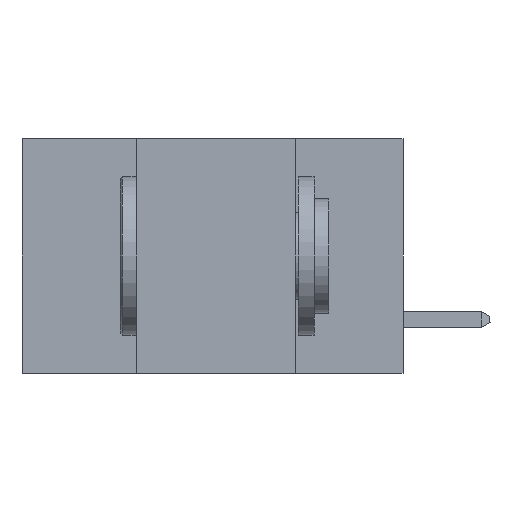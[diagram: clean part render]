
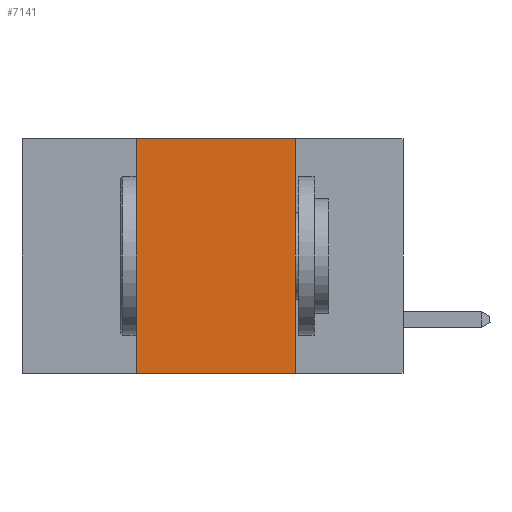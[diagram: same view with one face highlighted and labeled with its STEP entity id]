
A CAD part, left-side view. The second image highlights one B-rep face of the part: STEP entity #7141.
In plain terms, the highlighted planar face has unit normal (-1, 0, 0).
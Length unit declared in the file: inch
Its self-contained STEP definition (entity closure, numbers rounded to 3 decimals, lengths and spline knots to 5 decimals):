
#70 = CARTESIAN_POINT ( 'NONE',  ( 0., 0.42, -0.37 ) ) ;
#227 = EDGE_LOOP ( 'NONE', ( #35704, #21404, #29392, #16173 ) ) ;
#688 = CARTESIAN_POINT ( 'NONE',  ( 0., 0.6, 0. ) ) ;
#2651 = CARTESIAN_POINT ( 'NONE',  ( 0., 0.17, 0. ) ) ;
#5771 = CARTESIAN_POINT ( 'NONE',  ( 0., 0.42, 0. ) ) ;
#6130 = EDGE_CURVE ( 'NONE', #26474, #24442, #17747, .T. ) ;
#7141 = ADVANCED_FACE ( 'NONE', ( #25954 ), #17229, .F. ) ;
#8591 = VECTOR ( 'NONE', #12935, 39.37008 ) ;
#10336 = CARTESIAN_POINT ( 'NONE',  ( 0., 0.17, -0.37 ) ) ;
#11474 = LINE ( 'NONE', #35122, #21030 ) ;
#12935 = DIRECTION ( 'NONE',  ( 0., 0., -1. ) ) ;
#15803 = VECTOR ( 'NONE', #21973, 39.37008 ) ;
#16173 = ORIENTED_EDGE ( 'NONE', *, *, #33159, .T. ) ;
#16491 = CARTESIAN_POINT ( 'NONE',  ( 0., 0.42, 0. ) ) ;
#16866 = LINE ( 'NONE', #30979, #20351 ) ;
#17229 = PLANE ( 'NONE',  #27034 ) ;
#17747 = LINE ( 'NONE', #24613, #8591 ) ;
#18638 = DIRECTION ( 'NONE',  ( 0., -1., 0. ) ) ;
#19897 = EDGE_CURVE ( 'NONE', #33020, #32394, #26695, .T. ) ;
#20351 = VECTOR ( 'NONE', #27696, 39.37008 ) ;
#21030 = VECTOR ( 'NONE', #18638, 39.37008 ) ;
#21404 = ORIENTED_EDGE ( 'NONE', *, *, #29842, .F. ) ;
#21973 = DIRECTION ( 'NONE',  ( 0., 0., 1. ) ) ;
#24442 = VERTEX_POINT ( 'NONE', #10336 ) ;
#24613 = CARTESIAN_POINT ( 'NONE',  ( 0., 0.17, 0. ) ) ;
#25954 = FACE_OUTER_BOUND ( 'NONE', #227, .T. ) ;
#26474 = VERTEX_POINT ( 'NONE', #2651 ) ;
#26695 = LINE ( 'NONE', #16491, #15803 ) ;
#27034 = AXIS2_PLACEMENT_3D ( 'NONE', #688, #31258, #28321 ) ;
#27696 = DIRECTION ( 'NONE',  ( 0., -1., 0. ) ) ;
#28321 = DIRECTION ( 'NONE',  ( 0., 0., -1. ) ) ;
#29392 = ORIENTED_EDGE ( 'NONE', *, *, #19897, .F. ) ;
#29842 = EDGE_CURVE ( 'NONE', #32394, #26474, #11474, .T. ) ;
#30979 = CARTESIAN_POINT ( 'NONE',  ( 0., 0.6, -0.37 ) ) ;
#31258 = DIRECTION ( 'NONE',  ( 1., 0., 0. ) ) ;
#32394 = VERTEX_POINT ( 'NONE', #5771 ) ;
#33020 = VERTEX_POINT ( 'NONE', #70 ) ;
#33159 = EDGE_CURVE ( 'NONE', #33020, #24442, #16866, .T. ) ;
#35122 = CARTESIAN_POINT ( 'NONE',  ( 0., 0.6, 0. ) ) ;
#35704 = ORIENTED_EDGE ( 'NONE', *, *, #6130, .F. ) ;
